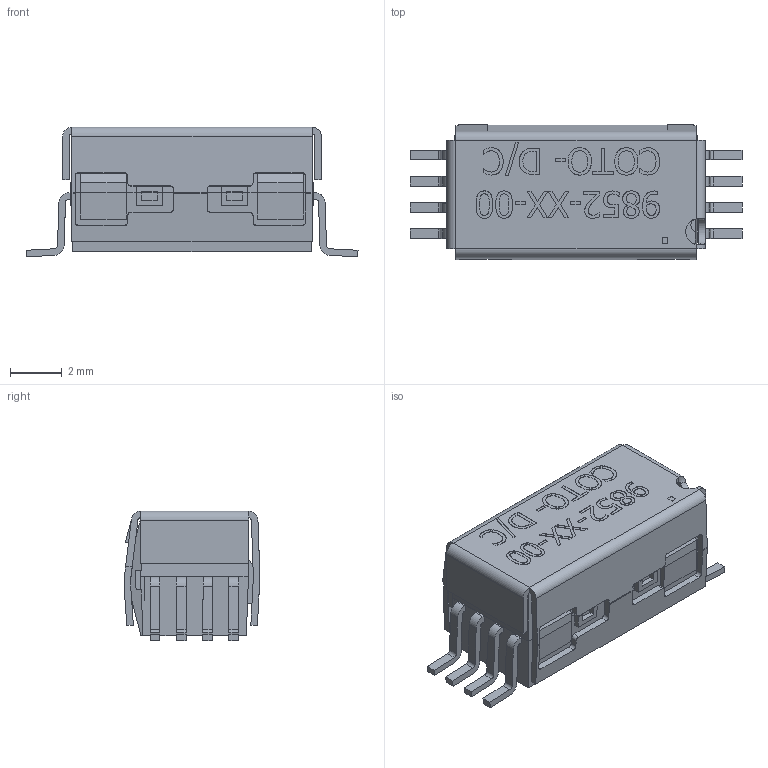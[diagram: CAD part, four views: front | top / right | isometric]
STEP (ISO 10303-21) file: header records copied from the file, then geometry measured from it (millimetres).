
FILE_DESCRIPTION((''),'2;1');
FILE_NAME('9852- G (A).stp','2012-09-17T09:46:44',('odafonseca'),(''),'Autodesk Inventor 2011','Autodesk Inventor 2011','');
FILE_SCHEMA(('AUTOMOTIVE_DESIGN { 1 0 10303 214 1 1 1 1 }'));
Length unit declared in the file: inch
Products named in the file (1): 9852- G (A)
Bounding box: 12.85 x 5.26 x 5.02 mm (x, y, z)
Volume: 151 mm3; surface area: 528.1 mm2
Topology: 1 solids, 2 shells, 575 faces, 1606 edges, 1052 vertices
Faces by surface type: plane 335, bspline 158, cylinder 82
Full cylindrical faces by diameter (mm): 1.778 x2
Entity records: 20391 total; most frequent: CARTESIAN_POINT 5934, ORIENTED_EDGE 3208, DIRECTION 2290, EDGE_CURVE 1604, VECTOR 1122, LINE 1122, VERTEX_POINT 1052, EDGE_LOOP 606
